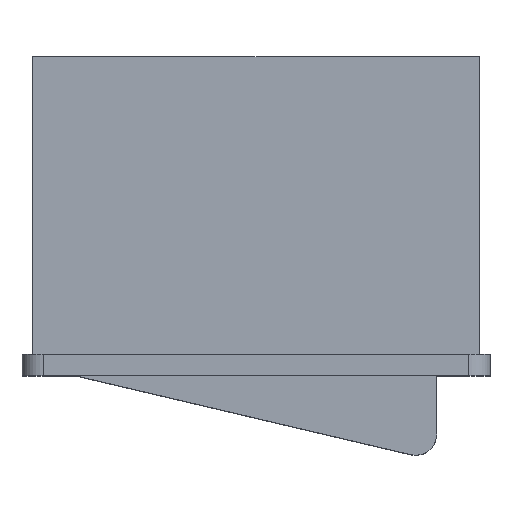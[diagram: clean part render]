
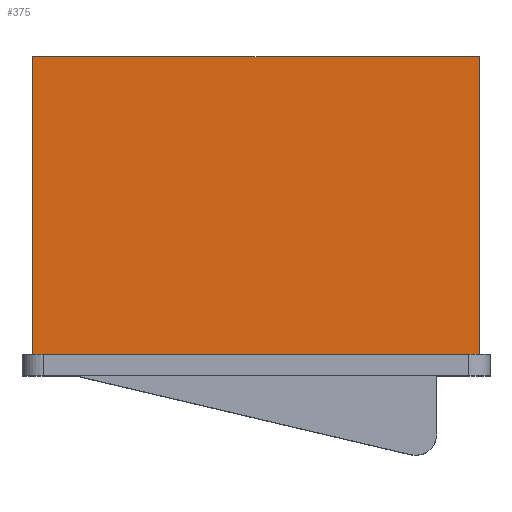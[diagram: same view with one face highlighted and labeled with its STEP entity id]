
A CAD part, top view. The second image highlights one B-rep face of the part: STEP entity #375.
In plain terms, the highlighted planar face has unit normal (0, 0, 1).
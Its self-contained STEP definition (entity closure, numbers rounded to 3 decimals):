
#28=PLANE('',#428);
#48=FACE_OUTER_BOUND('',#70,.T.);
#70=EDGE_LOOP('',(#323,#324,#325,#326));
#101=LINE('',#611,#139);
#104=LINE('',#617,#142);
#108=LINE('',#627,#146);
#109=LINE('',#628,#147);
#139=VECTOR('',#507,10.);
#142=VECTOR('',#512,10.);
#146=VECTOR('',#524,10.);
#147=VECTOR('',#525,10.);
#184=VERTEX_POINT('',#605);
#186=VERTEX_POINT('',#609);
#188=VERTEX_POINT('',#615);
#190=VERTEX_POINT('',#626);
#229=EDGE_CURVE('',#184,#186,#101,.T.);
#232=EDGE_CURVE('',#186,#188,#104,.T.);
#236=EDGE_CURVE('',#190,#188,#108,.T.);
#237=EDGE_CURVE('',#184,#190,#109,.T.);
#323=ORIENTED_EDGE('',*,*,#229,.T.);
#324=ORIENTED_EDGE('',*,*,#232,.T.);
#325=ORIENTED_EDGE('',*,*,#236,.F.);
#326=ORIENTED_EDGE('',*,*,#237,.F.);
#375=ADVANCED_FACE('',(#48),#28,.T.);
#428=AXIS2_PLACEMENT_3D('',#625,#522,#523);
#507=DIRECTION('',(1.,0.,0.));
#512=DIRECTION('',(0.,1.,0.));
#522=DIRECTION('center_axis',(0.,0.,1.));
#523=DIRECTION('ref_axis',(1.,0.,0.));
#524=DIRECTION('',(1.,0.,0.));
#525=DIRECTION('',(0.,1.,0.));
#605=CARTESIAN_POINT('',(-10.5,1.,6.));
#609=CARTESIAN_POINT('',(10.5,1.,6.));
#611=CARTESIAN_POINT('',(-5.25,1.,6.));
#615=CARTESIAN_POINT('',(10.5,15.,6.));
#617=CARTESIAN_POINT('',(10.5,0.,6.));
#625=CARTESIAN_POINT('Origin',(-10.5,0.,6.));
#626=CARTESIAN_POINT('',(-10.5,15.,6.));
#627=CARTESIAN_POINT('',(-10.5,15.,6.));
#628=CARTESIAN_POINT('',(-10.5,0.,6.));
